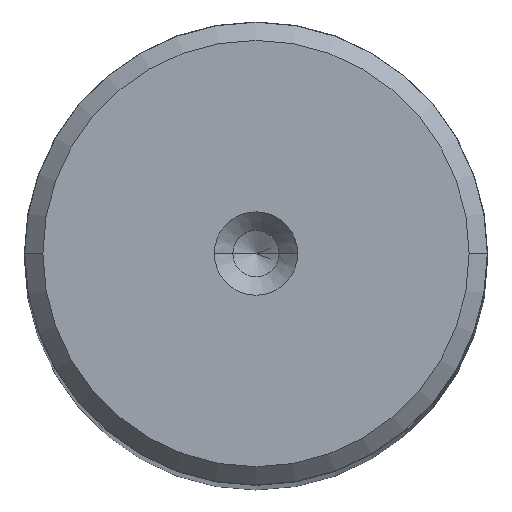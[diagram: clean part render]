
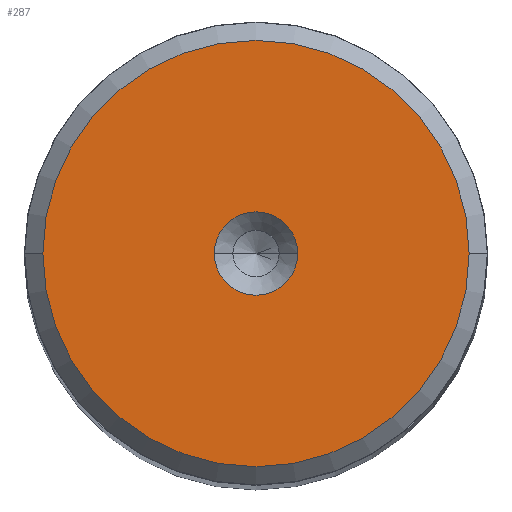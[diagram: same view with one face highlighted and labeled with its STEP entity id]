
A CAD part, top view. The second image highlights one B-rep face of the part: STEP entity #287.
In plain terms, the highlighted planar face has unit normal (0, 0, 1).
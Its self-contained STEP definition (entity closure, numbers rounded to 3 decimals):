
#15 = CARTESIAN_POINT ( 'NONE',  ( 0., 0., 150. ) ) ;
#20 = CARTESIAN_POINT ( 'NONE',  ( 0., 0., 150. ) ) ;
#98 = FACE_OUTER_BOUND ( 'NONE', #1715, .T. ) ;
#240 = DIRECTION ( 'NONE',  ( 0., 0., 1. ) ) ;
#278 = EDGE_CURVE ( 'NONE', #2006, #674, #1821, .T. ) ;
#286 = CARTESIAN_POINT ( 'NONE',  ( 11.509, 0., 150. ) ) ;
#287 = ADVANCED_FACE ( 'NONE', ( #2240, #98 ), #2265, .T. ) ;
#406 = ORIENTED_EDGE ( 'NONE', *, *, #965, .F. ) ;
#429 = DIRECTION ( 'NONE',  ( 0., 0., 1. ) ) ;
#440 = EDGE_CURVE ( 'NONE', #2044, #2375, #1194, .T. ) ;
#491 = CARTESIAN_POINT ( 'NONE',  ( -11.509, 0., 150. ) ) ;
#524 = CIRCLE ( 'NONE', #837, 2.25 ) ;
#542 = ORIENTED_EDGE ( 'NONE', *, *, #278, .T. ) ;
#616 = AXIS2_PLACEMENT_3D ( 'NONE', #20, #429, #1469 ) ;
#640 = DIRECTION ( 'NONE',  ( 1., 0., 0. ) ) ;
#674 = VERTEX_POINT ( 'NONE', #491 ) ;
#720 = ORIENTED_EDGE ( 'NONE', *, *, #2273, .T. ) ;
#762 = DIRECTION ( 'NONE',  ( 0., 0., 1. ) ) ;
#802 = AXIS2_PLACEMENT_3D ( 'NONE', #2618, #958, #2647 ) ;
#837 = AXIS2_PLACEMENT_3D ( 'NONE', #2189, #762, #1176 ) ;
#851 = AXIS2_PLACEMENT_3D ( 'NONE', #2286, #1254, #1041 ) ;
#958 = DIRECTION ( 'NONE',  ( 0., 0., 1. ) ) ;
#965 = EDGE_CURVE ( 'NONE', #2375, #2044, #524, .T. ) ;
#1041 = DIRECTION ( 'NONE',  ( 1., 0., 0. ) ) ;
#1176 = DIRECTION ( 'NONE',  ( 1., 0., 0. ) ) ;
#1194 = CIRCLE ( 'NONE', #616, 2.25 ) ;
#1254 = DIRECTION ( 'NONE',  ( 0., 0., 1. ) ) ;
#1469 = DIRECTION ( 'NONE',  ( 1., 0., 0. ) ) ;
#1471 = CIRCLE ( 'NONE', #802, 11.509 ) ;
#1542 = AXIS2_PLACEMENT_3D ( 'NONE', #15, #240, #640 ) ;
#1610 = CARTESIAN_POINT ( 'NONE',  ( 2.25, 0., 150. ) ) ;
#1715 = EDGE_LOOP ( 'NONE', ( #720, #542 ) ) ;
#1753 = ORIENTED_EDGE ( 'NONE', *, *, #440, .F. ) ;
#1821 = CIRCLE ( 'NONE', #851, 11.509 ) ;
#2006 = VERTEX_POINT ( 'NONE', #286 ) ;
#2038 = EDGE_LOOP ( 'NONE', ( #406, #1753 ) ) ;
#2044 = VERTEX_POINT ( 'NONE', #2118 ) ;
#2118 = CARTESIAN_POINT ( 'NONE',  ( -2.25, 0., 150. ) ) ;
#2189 = CARTESIAN_POINT ( 'NONE',  ( 0., 0., 150. ) ) ;
#2240 = FACE_BOUND ( 'NONE', #2038, .T. ) ;
#2265 = PLANE ( 'NONE',  #1542 ) ;
#2273 = EDGE_CURVE ( 'NONE', #674, #2006, #1471, .T. ) ;
#2286 = CARTESIAN_POINT ( 'NONE',  ( 0., 0., 150. ) ) ;
#2375 = VERTEX_POINT ( 'NONE', #1610 ) ;
#2618 = CARTESIAN_POINT ( 'NONE',  ( 0., 0., 150. ) ) ;
#2647 = DIRECTION ( 'NONE',  ( 1., 0., 0. ) ) ;
